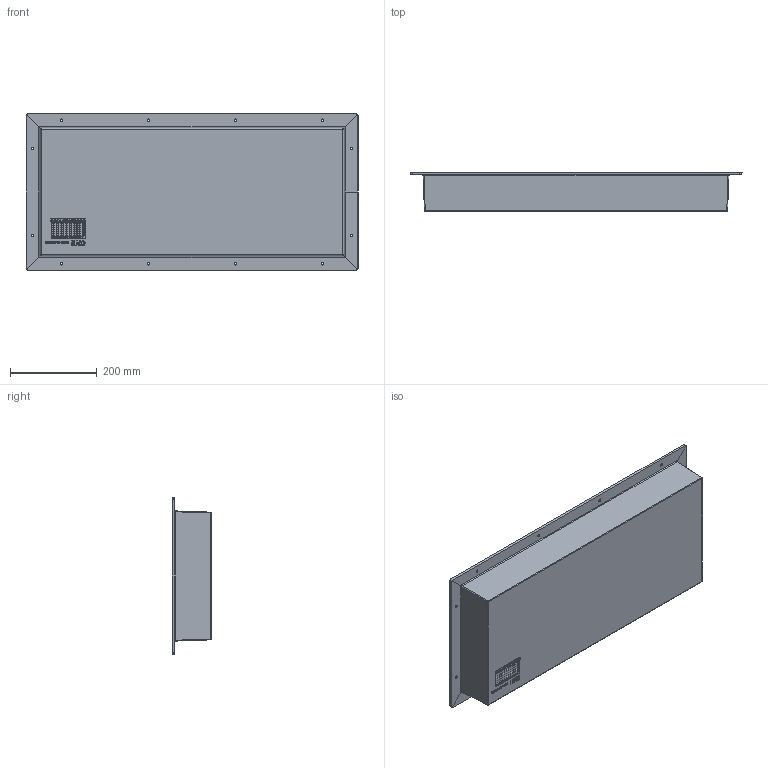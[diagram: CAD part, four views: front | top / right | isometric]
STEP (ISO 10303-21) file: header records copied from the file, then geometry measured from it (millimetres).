
FILE_DESCRIPTION (( 'STEP AP203' ), '1' );
FILE_NAME ('Shower Niche 700 .STEP', '2023-01-31T13:08:55', ( '' ), ( '' ), 'SwSTEP 2.0', 'SolidWorks 2020', '' );
FILE_SCHEMA (( 'CONFIG_CONTROL_DESIGN' ));
Length unit declared in the file: millimetre
Products named in the file (1): Shower Niche 700 
Bounding box: 764 x 91.4 x 360 mm (x, y, z)
Volume: 1888775.2 mm3; surface area: 886225 mm2
Topology: 1 solids, 1 shells, 1449 faces, 3710 edges, 2444 vertices
Faces by surface type: plane 993, bspline 362, cone 56, cylinder 34, sphere 4
Entity records: 48030 total; most frequent: CARTESIAN_POINT 15603, ORIENTED_EDGE 7412, DIRECTION 5081, EDGE_CURVE 3706, LINE 2605, VECTOR 2605, VERTEX_POINT 2444, EDGE_LOOP 1658
